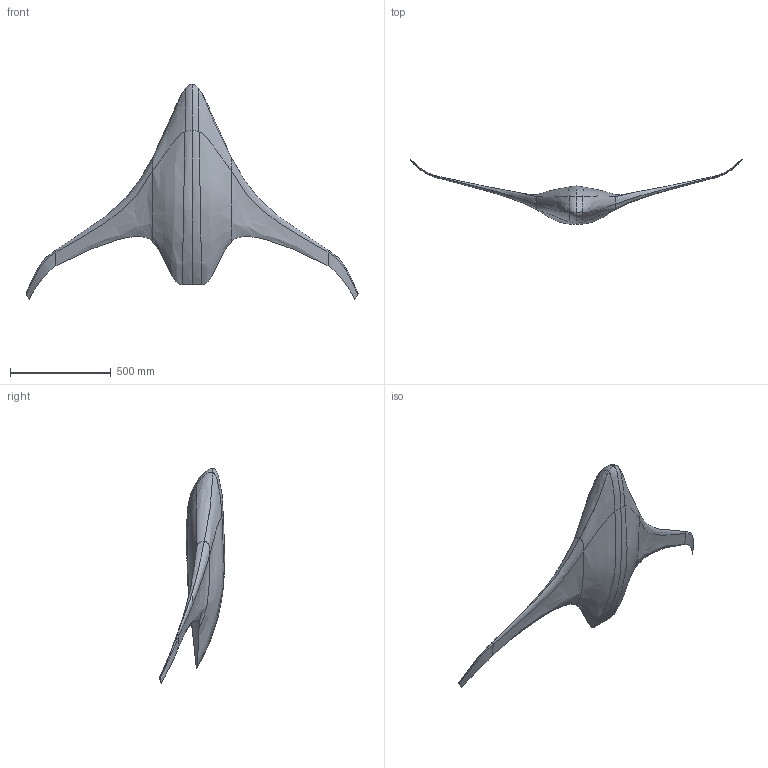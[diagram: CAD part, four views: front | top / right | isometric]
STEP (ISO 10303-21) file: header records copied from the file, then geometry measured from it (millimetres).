
FILE_DESCRIPTION (( 'STEP AP214' ), '1' );
FILE_NAME ('airbuszeroe006.STEP', '2024-03-25T19:40:09', ( '' ), ( '' ), 'SwSTEP 2.0', 'SolidWorks 2021', '' );
FILE_SCHEMA (( 'AUTOMOTIVE_DESIGN' ));
Length unit declared in the file: millimetre
Products named in the file (1): airbuszeroe006
Bounding box: 1648.07 x 323.81 x 1070.29 mm (x, y, z)
Volume: 38329927.8 mm3; surface area: 1107941.8 mm2
Topology: 1 solids, 1 shells, 34 faces, 69 edges, 37 vertices
Faces by surface type: bspline 32, plane 2
Entity records: 7700 total; most frequent: CARTESIAN_POINT 7204, ORIENTED_EDGE 138, B_SPLINE_CURVE_WITH_KNOTS 69, EDGE_CURVE 69, VERTEX_POINT 37, EDGE_LOOP 34, ADVANCED_FACE 34, FACE_OUTER_BOUND 34
